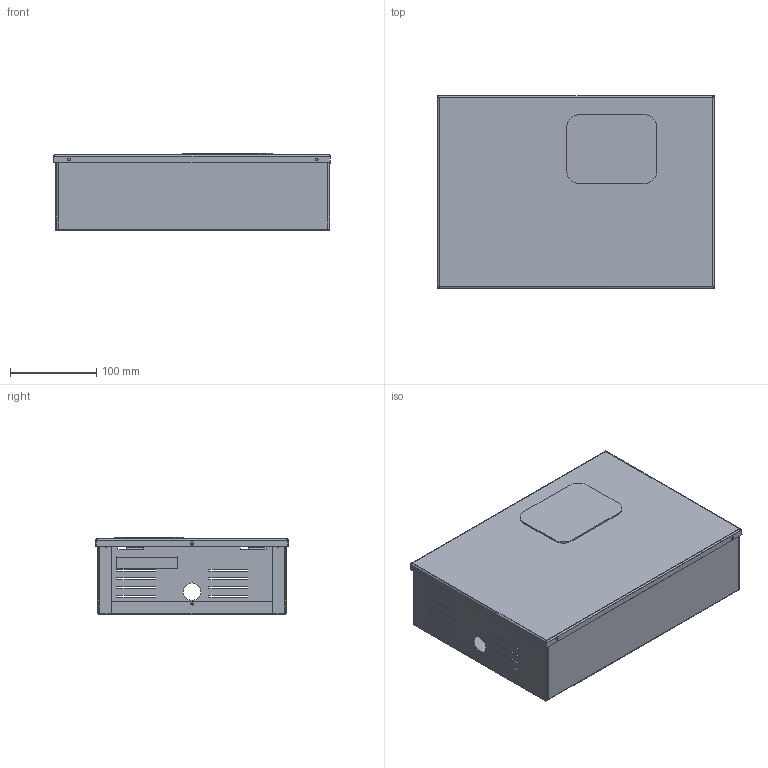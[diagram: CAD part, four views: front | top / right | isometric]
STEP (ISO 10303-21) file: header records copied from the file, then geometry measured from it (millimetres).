
FILE_DESCRIPTION (( 'STEP AP214' ), '1' );
FILE_NAME ('賺俵 12-2,5 14癆.STEP', '2021-02-15T15:59:33', ( '' ), ( '' ), 'SwSTEP 2.0', 'SolidWorks 2017', '' );
FILE_SCHEMA (( 'AUTOMOTIVE_DESIGN' ));
Length unit declared in the file: millimetre
Products named in the file (1): 賺俵 12-2,5 14癆
Bounding box: 321.6 x 224 x 90.04 mm (x, y, z)
Volume: 260127.9 mm3; surface area: 601031.9 mm2
Topology: 10 solids, 10 shells, 669 faces, 1817 edges, 1142 vertices
Faces by surface type: plane 476, cylinder 177, bspline 8, torus 6, cone 2
Entity records: 29025 total; most frequent: CARTESIAN_POINT 4045, ORIENTED_EDGE 3634, DIRECTION 3533, EDGE_CURVE 1817, VECTOR 1369, LINE 1369, VERTEX_POINT 1142, AXIS2_PLACEMENT_3D 1082
